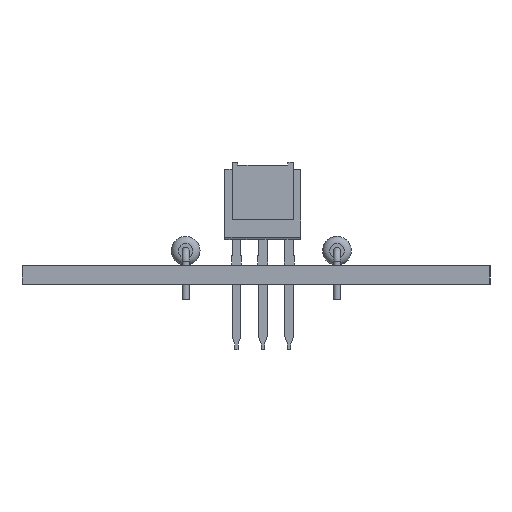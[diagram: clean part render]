
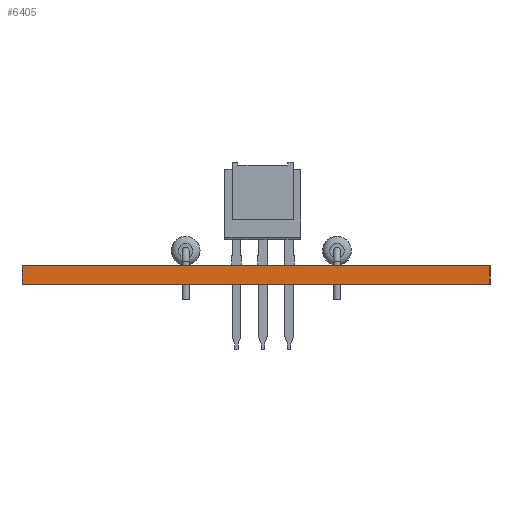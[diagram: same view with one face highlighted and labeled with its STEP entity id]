
A CAD part, left-side view. The second image highlights one B-rep face of the part: STEP entity #6405.
In plain terms, the highlighted planar face has unit normal (-1, 0, 0).
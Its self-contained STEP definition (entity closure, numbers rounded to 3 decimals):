
#6289 = EDGE_CURVE('',#6290,#6292,#6294,.T.);
#6290 = VERTEX_POINT('',#6291);
#6291 = CARTESIAN_POINT('',(167.64,-55.87,0.));
#6292 = VERTEX_POINT('',#6293);
#6293 = CARTESIAN_POINT('',(167.64,-55.87,1.6));
#6294 = SURFACE_CURVE('',#6295,(#6299,#6311),.PCURVE_S1.);
#6295 = LINE('',#6296,#6297);
#6296 = CARTESIAN_POINT('',(167.64,-55.87,0.));
#6297 = VECTOR('',#6298,1.);
#6298 = DIRECTION('',(0.,0.,1.));
#6299 = PCURVE('',#6300,#6305);
#6300 = PLANE('',#6301);
#6301 = AXIS2_PLACEMENT_3D('',#6302,#6303,#6304);
#6302 = CARTESIAN_POINT('',(167.64,-55.87,0.));
#6303 = DIRECTION('',(0.,1.,0.));
#6304 = DIRECTION('',(1.,0.,0.));
#6305 = DEFINITIONAL_REPRESENTATION('',(#6306),#6310);
#6306 = LINE('',#6307,#6308);
#6307 = CARTESIAN_POINT('',(0.,0.));
#6308 = VECTOR('',#6309,1.);
#6309 = DIRECTION('',(0.,-1.));
#6310 = ( GEOMETRIC_REPRESENTATION_CONTEXT(2) 
PARAMETRIC_REPRESENTATION_CONTEXT() REPRESENTATION_CONTEXT('2D SPACE',''
  ) );
#6311 = PCURVE('',#6312,#6317);
#6312 = PLANE('',#6313);
#6313 = AXIS2_PLACEMENT_3D('',#6314,#6315,#6316);
#6314 = CARTESIAN_POINT('',(167.64,-96.5,0.));
#6315 = DIRECTION('',(-1.,0.,0.));
#6316 = DIRECTION('',(0.,1.,0.));
#6317 = DEFINITIONAL_REPRESENTATION('',(#6318),#6322);
#6318 = LINE('',#6319,#6320);
#6319 = CARTESIAN_POINT('',(40.63,0.));
#6320 = VECTOR('',#6321,1.);
#6321 = DIRECTION('',(0.,-1.));
#6322 = ( GEOMETRIC_REPRESENTATION_CONTEXT(2) 
PARAMETRIC_REPRESENTATION_CONTEXT() REPRESENTATION_CONTEXT('2D SPACE',''
  ) );
#6340 = PLANE('',#6341);
#6341 = AXIS2_PLACEMENT_3D('',#6342,#6343,#6344);
#6342 = CARTESIAN_POINT('',(193.034,-76.186,1.6));
#6343 = DIRECTION('',(0.,0.,-1.));
#6344 = DIRECTION('',(-1.,0.,0.));
#6394 = PLANE('',#6395);
#6395 = AXIS2_PLACEMENT_3D('',#6396,#6397,#6398);
#6396 = CARTESIAN_POINT('',(193.034,-76.186,0.));
#6397 = DIRECTION('',(0.,0.,-1.));
#6398 = DIRECTION('',(-1.,0.,0.));
#6405 = ADVANCED_FACE('',(#6406),#6312,.T.);
#6406 = FACE_BOUND('',#6407,.T.);
#6407 = EDGE_LOOP('',(#6408,#6438,#6459,#6460));
#6408 = ORIENTED_EDGE('',*,*,#6409,.T.);
#6409 = EDGE_CURVE('',#6410,#6412,#6414,.T.);
#6410 = VERTEX_POINT('',#6411);
#6411 = CARTESIAN_POINT('',(167.64,-96.5,0.));
#6412 = VERTEX_POINT('',#6413);
#6413 = CARTESIAN_POINT('',(167.64,-96.5,1.6));
#6414 = SURFACE_CURVE('',#6415,(#6419,#6426),.PCURVE_S1.);
#6415 = LINE('',#6416,#6417);
#6416 = CARTESIAN_POINT('',(167.64,-96.5,0.));
#6417 = VECTOR('',#6418,1.);
#6418 = DIRECTION('',(0.,0.,1.));
#6419 = PCURVE('',#6312,#6420);
#6420 = DEFINITIONAL_REPRESENTATION('',(#6421),#6425);
#6421 = LINE('',#6422,#6423);
#6422 = CARTESIAN_POINT('',(0.,0.));
#6423 = VECTOR('',#6424,1.);
#6424 = DIRECTION('',(0.,-1.));
#6425 = ( GEOMETRIC_REPRESENTATION_CONTEXT(2) 
PARAMETRIC_REPRESENTATION_CONTEXT() REPRESENTATION_CONTEXT('2D SPACE',''
  ) );
#6426 = PCURVE('',#6427,#6432);
#6427 = PLANE('',#6428);
#6428 = AXIS2_PLACEMENT_3D('',#6429,#6430,#6431);
#6429 = CARTESIAN_POINT('',(218.42,-96.51,0.));
#6430 = DIRECTION('',(0.,-1.,0.));
#6431 = DIRECTION('',(-1.,0.,0.));
#6432 = DEFINITIONAL_REPRESENTATION('',(#6433),#6437);
#6433 = LINE('',#6434,#6435);
#6434 = CARTESIAN_POINT('',(50.78,0.));
#6435 = VECTOR('',#6436,1.);
#6436 = DIRECTION('',(0.,-1.));
#6437 = ( GEOMETRIC_REPRESENTATION_CONTEXT(2) 
PARAMETRIC_REPRESENTATION_CONTEXT() REPRESENTATION_CONTEXT('2D SPACE',''
  ) );
#6438 = ORIENTED_EDGE('',*,*,#6439,.T.);
#6439 = EDGE_CURVE('',#6412,#6292,#6440,.T.);
#6440 = SURFACE_CURVE('',#6441,(#6445,#6452),.PCURVE_S1.);
#6441 = LINE('',#6442,#6443);
#6442 = CARTESIAN_POINT('',(167.64,-96.5,1.6));
#6443 = VECTOR('',#6444,1.);
#6444 = DIRECTION('',(0.,1.,0.));
#6445 = PCURVE('',#6312,#6446);
#6446 = DEFINITIONAL_REPRESENTATION('',(#6447),#6451);
#6447 = LINE('',#6448,#6449);
#6448 = CARTESIAN_POINT('',(0.,-1.6));
#6449 = VECTOR('',#6450,1.);
#6450 = DIRECTION('',(1.,0.));
#6451 = ( GEOMETRIC_REPRESENTATION_CONTEXT(2) 
PARAMETRIC_REPRESENTATION_CONTEXT() REPRESENTATION_CONTEXT('2D SPACE',''
  ) );
#6452 = PCURVE('',#6340,#6453);
#6453 = DEFINITIONAL_REPRESENTATION('',(#6454),#6458);
#6454 = LINE('',#6455,#6456);
#6455 = CARTESIAN_POINT('',(25.394,-20.314));
#6456 = VECTOR('',#6457,1.);
#6457 = DIRECTION('',(0.,1.));
#6458 = ( GEOMETRIC_REPRESENTATION_CONTEXT(2) 
PARAMETRIC_REPRESENTATION_CONTEXT() REPRESENTATION_CONTEXT('2D SPACE',''
  ) );
#6459 = ORIENTED_EDGE('',*,*,#6289,.F.);
#6460 = ORIENTED_EDGE('',*,*,#6461,.F.);
#6461 = EDGE_CURVE('',#6410,#6290,#6462,.T.);
#6462 = SURFACE_CURVE('',#6463,(#6467,#6474),.PCURVE_S1.);
#6463 = LINE('',#6464,#6465);
#6464 = CARTESIAN_POINT('',(167.64,-96.5,0.));
#6465 = VECTOR('',#6466,1.);
#6466 = DIRECTION('',(0.,1.,0.));
#6467 = PCURVE('',#6312,#6468);
#6468 = DEFINITIONAL_REPRESENTATION('',(#6469),#6473);
#6469 = LINE('',#6470,#6471);
#6470 = CARTESIAN_POINT('',(0.,0.));
#6471 = VECTOR('',#6472,1.);
#6472 = DIRECTION('',(1.,0.));
#6473 = ( GEOMETRIC_REPRESENTATION_CONTEXT(2) 
PARAMETRIC_REPRESENTATION_CONTEXT() REPRESENTATION_CONTEXT('2D SPACE',''
  ) );
#6474 = PCURVE('',#6394,#6475);
#6475 = DEFINITIONAL_REPRESENTATION('',(#6476),#6480);
#6476 = LINE('',#6477,#6478);
#6477 = CARTESIAN_POINT('',(25.394,-20.314));
#6478 = VECTOR('',#6479,1.);
#6479 = DIRECTION('',(0.,1.));
#6480 = ( GEOMETRIC_REPRESENTATION_CONTEXT(2) 
PARAMETRIC_REPRESENTATION_CONTEXT() REPRESENTATION_CONTEXT('2D SPACE',''
  ) );
